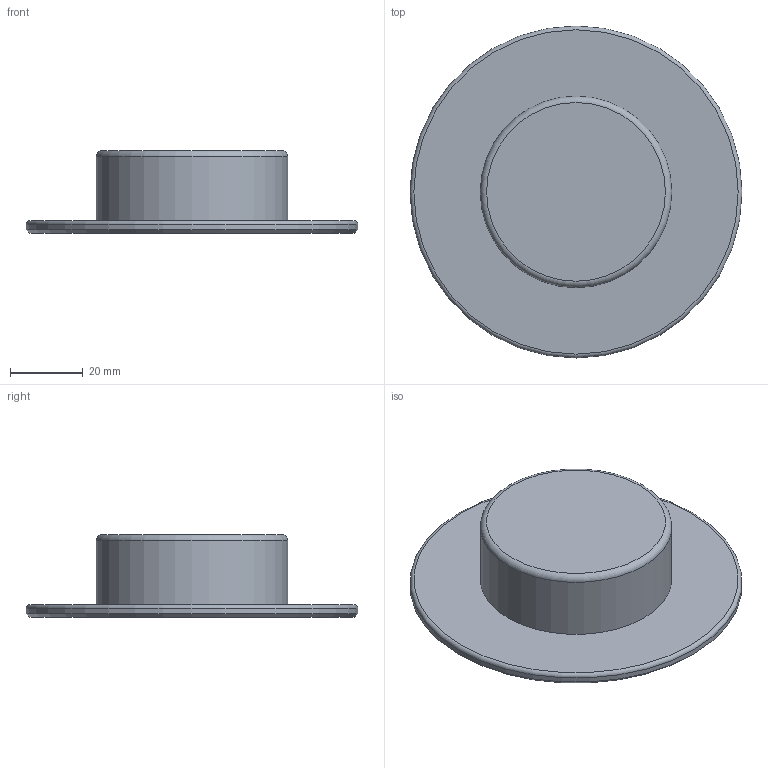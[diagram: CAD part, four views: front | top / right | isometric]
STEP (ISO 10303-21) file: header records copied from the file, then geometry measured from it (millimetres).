
FILE_DESCRIPTION(/* description */ (''),/* implementation_level */ '2;1');
FILE_NAME(/* name */ 'tileHat1.step',/* time_stamp */ '2025-08-23T15:47:53-04:00',/* author */ (''),/* organization */ (''),/* preprocessor_version */ 'ST-DEVELOPER v20.1',/* originating_system */ 'Autodesk Translation Framework v14.10.0.0',/* authorisation */ '');
FILE_SCHEMA (('AUTOMOTIVE_DESIGN { 1 0 10303 214 3 1 1 }'));
Length unit declared in the file: millimetre
Products named in the file (1): meeplehat
Bounding box: 91 x 91 x 22.75 mm (x, y, z)
Volume: 34816.7 mm3; surface area: 20076.1 mm2
Topology: 1 solids, 1 shells, 15 faces, 25 edges, 16 vertices
Faces by surface type: plane 6, cylinder 5, torus 2, cone 2
Full cylindrical faces by diameter (mm): 10.5 x1, 15.5 x1, 45.5 x1, 52.5 x1, 91 x1
Entity records: 394 total; most frequent: DIRECTION 75, CARTESIAN_POINT 57, ORIENTED_EDGE 50, AXIS2_PLACEMENT_3D 34, EDGE_CURVE 25, EDGE_LOOP 19, CIRCLE 18, VERTEX_POINT 16
